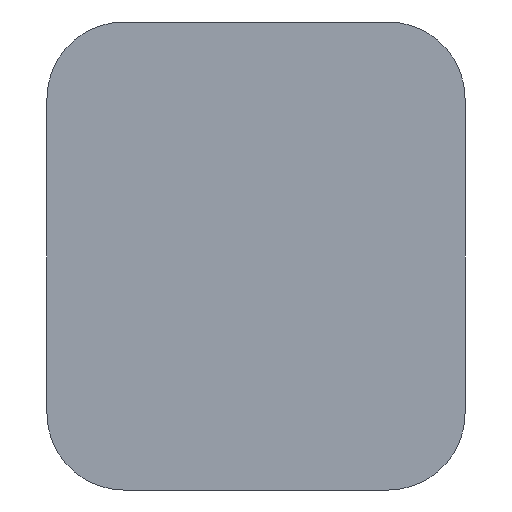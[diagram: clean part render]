
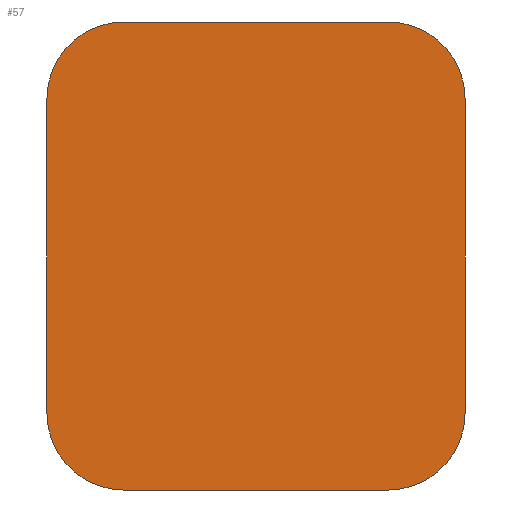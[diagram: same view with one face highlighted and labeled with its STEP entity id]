
A CAD part, left-side view. The second image highlights one B-rep face of the part: STEP entity #57.
In plain terms, the highlighted planar face has unit normal (-1, 0, 0).
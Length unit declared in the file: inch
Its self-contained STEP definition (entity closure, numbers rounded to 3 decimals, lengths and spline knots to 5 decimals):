
#19 = VERTEX_POINT ( 'NONE', #369 ) ;
#27 = EDGE_CURVE ( 'NONE', #372, #19, #300, .T. ) ;
#28 = EDGE_CURVE ( 'NONE', #343, #102, #295, .T. ) ;
#29 = EDGE_CURVE ( 'NONE', #125, #132, #302, .T. ) ;
#30 = EDGE_CURVE ( 'NONE', #124, #127, #270, .T. ) ;
#41 = VECTOR ( 'NONE', #79, 39.37008 ) ;
#42 = LINE ( 'NONE', #82, #45 ) ;
#43 = LINE ( 'NONE', #80, #44 ) ;
#44 = VECTOR ( 'NONE', #81, 39.37008 ) ;
#45 = VECTOR ( 'NONE', #346, 39.37008 ) ;
#57 = ADVANCED_FACE ( 'NONE', ( #276 ), #171, .F. ) ;
#64 = CARTESIAN_POINT ( 'NONE',  ( 0., 0.345, -0.61 ) ) ;
#72 = CARTESIAN_POINT ( 'NONE',  ( 0., -0.545, 0.41 ) ) ;
#78 = CARTESIAN_POINT ( 'NONE',  ( 0., -0.545, -0.61 ) ) ;
#79 = DIRECTION ( 'NONE',  ( 0., 1., 0. ) ) ;
#80 = CARTESIAN_POINT ( 'NONE',  ( 0., 0.545, -0.61 ) ) ;
#81 = DIRECTION ( 'NONE',  ( 0., 0., 1. ) ) ;
#82 = CARTESIAN_POINT ( 'NONE',  ( 0., -0.545, 0.61 ) ) ;
#87 = ORIENTED_EDGE ( 'NONE', *, *, #354, .F. ) ;
#88 = ORIENTED_EDGE ( 'NONE', *, *, #27, .T. ) ;
#89 = ORIENTED_EDGE ( 'NONE', *, *, #378, .F. ) ;
#90 = ORIENTED_EDGE ( 'NONE', *, *, #28, .T. ) ;
#91 = ORIENTED_EDGE ( 'NONE', *, *, #377, .F. ) ;
#92 = ORIENTED_EDGE ( 'NONE', *, *, #29, .T. ) ;
#93 = ORIENTED_EDGE ( 'NONE', *, *, #376, .F. ) ;
#94 = ORIENTED_EDGE ( 'NONE', *, *, #30, .T. ) ;
#102 = VERTEX_POINT ( 'NONE', #156 ) ;
#118 = LINE ( 'NONE', #78, #41 ) ;
#120 = LINE ( 'NONE', #183, #121 ) ;
#121 = VECTOR ( 'NONE', #186, 39.37008 ) ;
#124 = VERTEX_POINT ( 'NONE', #150 ) ;
#125 = VERTEX_POINT ( 'NONE', #155 ) ;
#127 = VERTEX_POINT ( 'NONE', #149 ) ;
#132 = VERTEX_POINT ( 'NONE', #64 ) ;
#145 = DIRECTION ( 'NONE',  ( -1., 0., 0. ) ) ;
#146 = DIRECTION ( 'NONE',  ( -1., 0., 0. ) ) ;
#149 = CARTESIAN_POINT ( 'NONE',  ( 0., -0.545, -0.41 ) ) ;
#150 = CARTESIAN_POINT ( 'NONE',  ( 0., -0.345, -0.61 ) ) ;
#155 = CARTESIAN_POINT ( 'NONE',  ( 0., 0.545, -0.41 ) ) ;
#156 = CARTESIAN_POINT ( 'NONE',  ( 0., 0.545, 0.41 ) ) ;
#158 = DIRECTION ( 'NONE',  ( 1., 0., 0. ) ) ;
#159 = DIRECTION ( 'NONE',  ( 0., 0., -1. ) ) ;
#171 = PLANE ( 'NONE',  #318 ) ;
#182 = CARTESIAN_POINT ( 'NONE',  ( 0., 0.345, 0.61 ) ) ;
#183 = CARTESIAN_POINT ( 'NONE',  ( 0., -0.545, -0.61 ) ) ;
#186 = DIRECTION ( 'NONE',  ( 0., 0., -1. ) ) ;
#203 = EDGE_LOOP ( 'NONE', ( #87, #88, #89, #90, #91, #92, #93, #94 ) ) ;
#204 = DIRECTION ( 'NONE',  ( 0., 0., -1. ) ) ;
#206 = CARTESIAN_POINT ( 'NONE',  ( 0., -0.345, -0.41 ) ) ;
#207 = DIRECTION ( 'NONE',  ( -1., 0., 0. ) ) ;
#208 = DIRECTION ( 'NONE',  ( 0., 0., -1. ) ) ;
#234 = CARTESIAN_POINT ( 'NONE',  ( 0., 0., 0. ) ) ;
#270 = CIRCLE ( 'NONE', #312, 0.2 ) ;
#276 = FACE_OUTER_BOUND ( 'NONE', #203, .T. ) ;
#295 = CIRCLE ( 'NONE', #310, 0.2 ) ;
#300 = CIRCLE ( 'NONE', #309, 0.2 ) ;
#302 = CIRCLE ( 'NONE', #311, 0.2 ) ;
#309 = AXIS2_PLACEMENT_3D ( 'NONE', #360, #145, #361 ) ;
#310 = AXIS2_PLACEMENT_3D ( 'NONE', #363, #364, #365 ) ;
#311 = AXIS2_PLACEMENT_3D ( 'NONE', #368, #146, #204 ) ;
#312 = AXIS2_PLACEMENT_3D ( 'NONE', #206, #207, #208 ) ;
#318 = AXIS2_PLACEMENT_3D ( 'NONE', #234, #158, #159 ) ;
#343 = VERTEX_POINT ( 'NONE', #182 ) ;
#346 = DIRECTION ( 'NONE',  ( 0., -1., 0. ) ) ;
#354 = EDGE_CURVE ( 'NONE', #372, #127, #120, .T. ) ;
#360 = CARTESIAN_POINT ( 'NONE',  ( 0., -0.345, 0.41 ) ) ;
#361 = DIRECTION ( 'NONE',  ( 0., 0., -1. ) ) ;
#363 = CARTESIAN_POINT ( 'NONE',  ( 0., 0.345, 0.41 ) ) ;
#364 = DIRECTION ( 'NONE',  ( -1., 0., 0. ) ) ;
#365 = DIRECTION ( 'NONE',  ( 0., 0., -1. ) ) ;
#368 = CARTESIAN_POINT ( 'NONE',  ( 0., 0.345, -0.41 ) ) ;
#369 = CARTESIAN_POINT ( 'NONE',  ( 0., -0.345, 0.61 ) ) ;
#372 = VERTEX_POINT ( 'NONE', #72 ) ;
#376 = EDGE_CURVE ( 'NONE', #124, #132, #118, .T. ) ;
#377 = EDGE_CURVE ( 'NONE', #125, #102, #43, .T. ) ;
#378 = EDGE_CURVE ( 'NONE', #343, #19, #42, .T. ) ;
